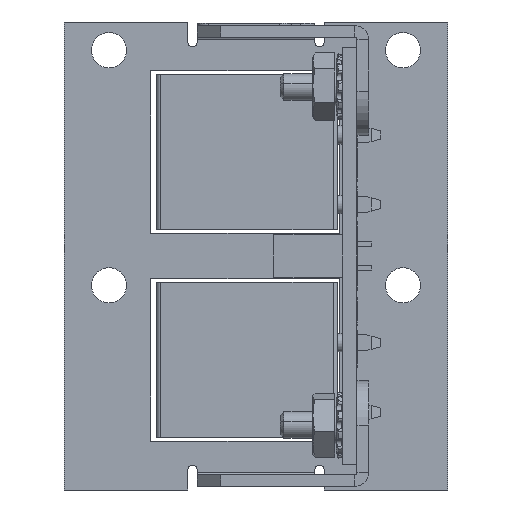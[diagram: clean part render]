
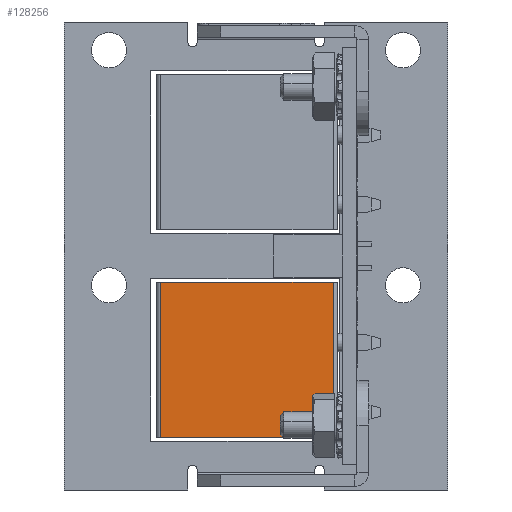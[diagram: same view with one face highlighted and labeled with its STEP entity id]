
A CAD part, left-side view. The second image highlights one B-rep face of the part: STEP entity #128256.
In plain terms, the highlighted planar face has unit normal (-1, 0, 0).
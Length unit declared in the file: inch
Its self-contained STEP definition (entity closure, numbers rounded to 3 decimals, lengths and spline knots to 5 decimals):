
#11755 = DIRECTION ( 'NONE',  ( -1., 0., 0. ) ) ;
#12592 = LINE ( 'NONE', #161822, #85013 ) ;
#16506 = VERTEX_POINT ( 'NONE', #78722 ) ;
#18365 = DIRECTION ( 'NONE',  ( 0., 0., 1. ) ) ;
#23576 = VECTOR ( 'NONE', #126037, 39.37008 ) ;
#25649 = CARTESIAN_POINT ( 'NONE',  ( 0.02118, 0.19309, 0.49606 ) ) ;
#27589 = VECTOR ( 'NONE', #30037, 39.37008 ) ;
#30037 = DIRECTION ( 'NONE',  ( 0., 1., 0. ) ) ;
#34216 = CARTESIAN_POINT ( 'NONE',  ( 0.02118, 0.05333, 0.49606 ) ) ;
#42453 = CARTESIAN_POINT ( 'NONE',  ( 0.02118, 0.78561, 0.49606 ) ) ;
#44117 = VERTEX_POINT ( 'NONE', #34216 ) ;
#53530 = DIRECTION ( 'NONE',  ( 0., 0., 1. ) ) ;
#54003 = AXIS2_PLACEMENT_3D ( 'NONE', #155904, #11755, #53530 ) ;
#78722 = CARTESIAN_POINT ( 'NONE',  ( 0.02118, 0.78561, -0.16535 ) ) ;
#85013 = VECTOR ( 'NONE', #18365, 39.37008 ) ;
#86327 = LINE ( 'NONE', #25649, #27589 ) ;
#100946 = ORIENTED_EDGE ( 'NONE', *, *, #184558, .T. ) ;
#106472 = ORIENTED_EDGE ( 'NONE', *, *, #168596, .T. ) ;
#107197 = CARTESIAN_POINT ( 'NONE',  ( 0.02118, 0.05333, -0.16535 ) ) ;
#107316 = LINE ( 'NONE', #140492, #23576 ) ;
#116728 = ORIENTED_EDGE ( 'NONE', *, *, #118554, .F. ) ;
#118554 = EDGE_CURVE ( 'NONE', #145398, #16506, #107316, .T. ) ;
#126037 = DIRECTION ( 'NONE',  ( 0., 1., 0. ) ) ;
#127543 = PLANE ( 'NONE',  #54003 ) ;
#128256 = ADVANCED_FACE ( 'NONE', ( #128979 ), #127543, .T. ) ;
#128979 = FACE_OUTER_BOUND ( 'NONE', #170370, .T. ) ;
#130952 = VERTEX_POINT ( 'NONE', #42453 ) ;
#139311 = ORIENTED_EDGE ( 'NONE', *, *, #179734, .T. ) ;
#140492 = CARTESIAN_POINT ( 'NONE',  ( 0.02118, 0.04936, -0.16535 ) ) ;
#144258 = CARTESIAN_POINT ( 'NONE',  ( 0.02118, 0.78561, -0.39449 ) ) ;
#145398 = VERTEX_POINT ( 'NONE', #107197 ) ;
#155904 = CARTESIAN_POINT ( 'NONE',  ( 0.02118, 0.19309, -0.39449 ) ) ;
#158729 = DIRECTION ( 'NONE',  ( 0., 0., -1. ) ) ;
#161822 = CARTESIAN_POINT ( 'NONE',  ( 0.02118, 0.05333, -0.39449 ) ) ;
#162153 = VECTOR ( 'NONE', #158729, 39.37008 ) ;
#168596 = EDGE_CURVE ( 'NONE', #145398, #44117, #12592, .T. ) ;
#170370 = EDGE_LOOP ( 'NONE', ( #106472, #100946, #139311, #116728 ) ) ;
#179734 = EDGE_CURVE ( 'NONE', #130952, #16506, #186950, .T. ) ;
#184558 = EDGE_CURVE ( 'NONE', #44117, #130952, #86327, .T. ) ;
#186950 = LINE ( 'NONE', #144258, #162153 ) ;
